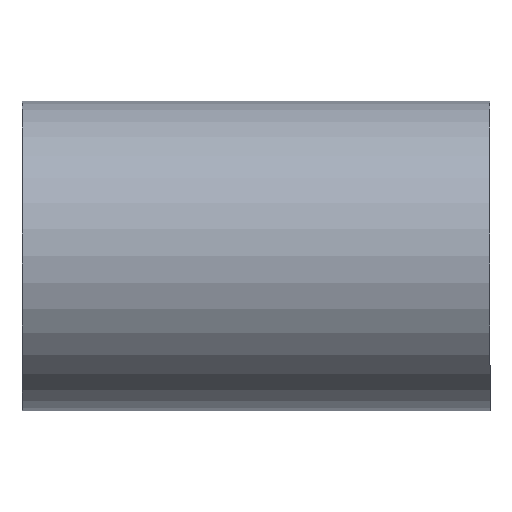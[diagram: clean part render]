
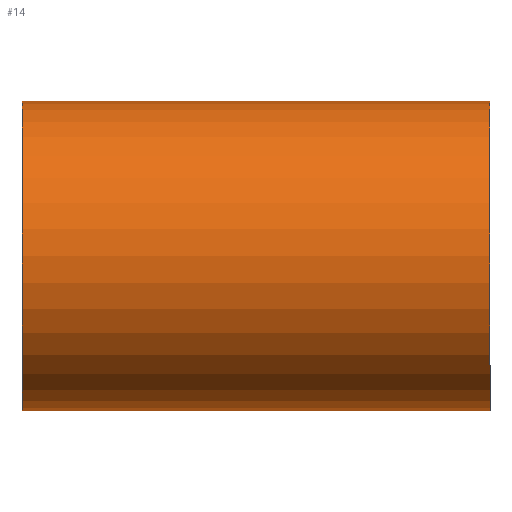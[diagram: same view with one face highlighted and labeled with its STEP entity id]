
A CAD part, top view. The second image highlights one B-rep face of the part: STEP entity #14.
In plain terms, the highlighted cylindrical face has radius 840 mm (diameter 1680 mm), a partial arc.
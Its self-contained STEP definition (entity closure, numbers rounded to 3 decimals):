
#1 = VERTEX_POINT ( 'NONE', #79 ) ;
#2 = VERTEX_POINT ( 'NONE', #60 ) ;
#5 = DIRECTION ( 'NONE',  ( -1., 0., 0. ) ) ;
#6 = CARTESIAN_POINT ( 'NONE',  ( 0., -840., 0. ) ) ;
#11 = DIRECTION ( 'NONE',  ( 0., 1., 0. ) ) ;
#14 = ADVANCED_FACE ( 'NONE', ( #105 ), #40, .T. ) ;
#21 = AXIS2_PLACEMENT_3D ( 'NONE', #192, #189, #39 ) ;
#32 = CARTESIAN_POINT ( 'NONE',  ( 1270., 0., 0. ) ) ;
#33 = CIRCLE ( 'NONE', #21, 840. ) ;
#34 = ORIENTED_EDGE ( 'NONE', *, *, #195, .T. ) ;
#37 = LINE ( 'NONE', #122, #48 ) ;
#39 = DIRECTION ( 'NONE',  ( 0., 1., 0. ) ) ;
#40 = CYLINDRICAL_SURFACE ( 'NONE', #200, 840. ) ;
#47 = EDGE_LOOP ( 'NONE', ( #169, #116, #34, #66 ) ) ;
#48 = VECTOR ( 'NONE', #83, 1000. ) ;
#50 = VERTEX_POINT ( 'NONE', #139 ) ;
#54 = VECTOR ( 'NONE', #74, 1000. ) ;
#60 = CARTESIAN_POINT ( 'NONE',  ( 1270., -840., 0. ) ) ;
#66 = ORIENTED_EDGE ( 'NONE', *, *, #96, .T. ) ;
#74 = DIRECTION ( 'NONE',  ( -1., 0., 0. ) ) ;
#79 = CARTESIAN_POINT ( 'NONE',  ( -1270., -840., 0. ) ) ;
#83 = DIRECTION ( 'NONE',  ( -1., 0., 0. ) ) ;
#93 = CARTESIAN_POINT ( 'NONE',  ( 0., 0., 0. ) ) ;
#96 = EDGE_CURVE ( 'NONE', #166, #1, #33, .T. ) ;
#105 = FACE_OUTER_BOUND ( 'NONE', #47, .T. ) ;
#116 = ORIENTED_EDGE ( 'NONE', *, *, #178, .F. ) ;
#119 = CIRCLE ( 'NONE', #212, 840. ) ;
#122 = CARTESIAN_POINT ( 'NONE',  ( 0., 840., 0. ) ) ;
#139 = CARTESIAN_POINT ( 'NONE',  ( 1270., 840., 0. ) ) ;
#142 = EDGE_CURVE ( 'NONE', #2, #1, #159, .T. ) ;
#159 = LINE ( 'NONE', #6, #54 ) ;
#163 = DIRECTION ( 'NONE',  ( 1., 0., 0. ) ) ;
#166 = VERTEX_POINT ( 'NONE', #180 ) ;
#169 = ORIENTED_EDGE ( 'NONE', *, *, #142, .F. ) ;
#178 = EDGE_CURVE ( 'NONE', #50, #2, #119, .T. ) ;
#180 = CARTESIAN_POINT ( 'NONE',  ( -1270., 840., 0. ) ) ;
#189 = DIRECTION ( 'NONE',  ( 1., 0., 0. ) ) ;
#192 = CARTESIAN_POINT ( 'NONE',  ( -1270., 0., 0. ) ) ;
#195 = EDGE_CURVE ( 'NONE', #50, #166, #37, .T. ) ;
#196 = DIRECTION ( 'NONE',  ( 0., 1., 0. ) ) ;
#200 = AXIS2_PLACEMENT_3D ( 'NONE', #93, #5, #11 ) ;
#212 = AXIS2_PLACEMENT_3D ( 'NONE', #32, #163, #196 ) ;
